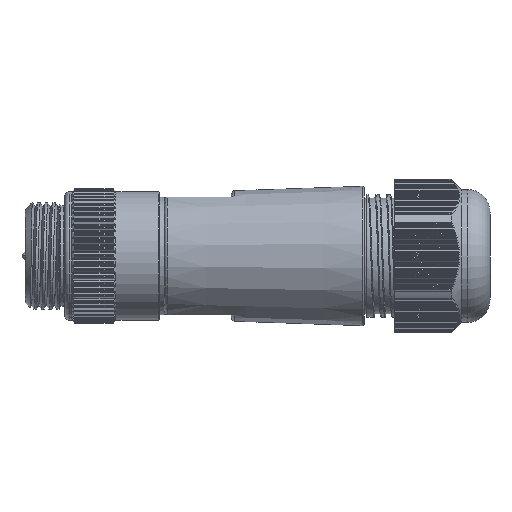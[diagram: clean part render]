
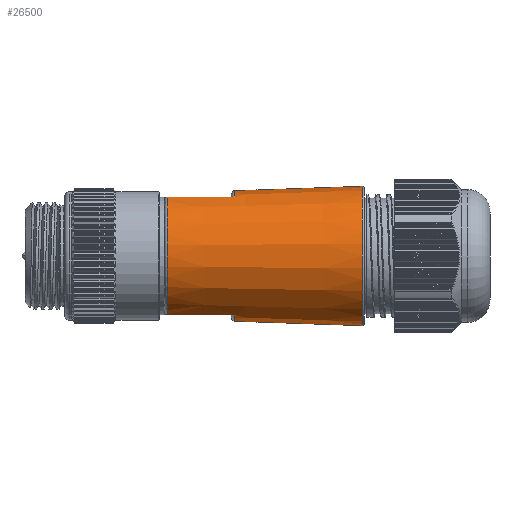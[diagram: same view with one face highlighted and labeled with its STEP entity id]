
A CAD part, front view. The second image highlights one B-rep face of the part: STEP entity #26500.
In plain terms, the highlighted conical face has half-angle 2 degrees and reference radius 14.528 mm.
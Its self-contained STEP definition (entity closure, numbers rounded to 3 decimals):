
#215 = AXIS2_PLACEMENT_3D ( 'NONE', #11004, #42769, #15577 ) ;
#352 = ORIENTED_EDGE ( 'NONE', *, *, #2465, .F. ) ;
#487 = AXIS2_PLACEMENT_3D ( 'NONE', #25461, #57239, #29968 ) ;
#570 = ORIENTED_EDGE ( 'NONE', *, *, #8946, .T. ) ;
#690 = AXIS2_PLACEMENT_3D ( 'NONE', #43311, #16101, #47904 ) ;
#2465 = EDGE_CURVE ( 'NONE', #40861, #30436, #57260, .T. ) ;
#2853 = CARTESIAN_POINT ( 'NONE',  ( 23.895, -5.052, -12.281 ) ) ;
#3257 = EDGE_CURVE ( 'NONE', #36327, #54803, #25796, .T. ) ;
#3893 = CARTESIAN_POINT ( 'NONE',  ( 33.287, 0., -13.6 ) ) ;
#7371 = CARTESIAN_POINT ( 'NONE',  ( 33.287, -5.843, -12.281 ) ) ;
#7650 = DIRECTION ( 'NONE',  ( 0., 0., -1. ) ) ;
#8946 = EDGE_CURVE ( 'NONE', #25406, #30436, #13392, .T. ) ;
#9526 = EDGE_CURVE ( 'NONE', #30659, #54803, #41853, .T. ) ;
#10094 = CARTESIAN_POINT ( 'NONE',  ( 59.855, 0., 14.528 ) ) ;
#10683 = ORIENTED_EDGE ( 'NONE', *, *, #9526, .T. ) ;
#11004 = CARTESIAN_POINT ( 'NONE',  ( 19.206, 0., 0. ) ) ;
#13392 = CIRCLE ( 'NONE', #487, 14.528 ) ;
#13797 = ORIENTED_EDGE ( 'NONE', *, *, #57034, .T. ) ;
#14274 = CARTESIAN_POINT ( 'NONE',  ( 19.206, -4.583, -12.281 ) ) ;
#15577 = DIRECTION ( 'NONE',  ( 0., 0., 1. ) ) ;
#15668 = CARTESIAN_POINT ( 'NONE',  ( 19.206, -4.583, 12.281 ) ) ;
#15809 = EDGE_LOOP ( 'NONE', ( #352, #43704, #10683, #20750, #13797, #31579, #37693, #570 ) ) ;
#16101 = DIRECTION ( 'NONE',  ( 1., 0., 0. ) ) ;
#16614 = DIRECTION ( 'NONE',  ( 1., 0., 0. ) ) ;
#18050 = CARTESIAN_POINT ( 'NONE',  ( 33.287, 0., 13.6 ) ) ;
#20750 = ORIENTED_EDGE ( 'NONE', *, *, #3257, .F. ) ;
#21216 = CARTESIAN_POINT ( 'NONE',  ( 19.206, -4.583, 12.281 ) ) ;
#21464 = DIRECTION ( 'NONE',  ( 1., 0., 0. ) ) ;
#21716 = CARTESIAN_POINT ( 'NONE',  ( 59.855, 0., -14.528 ) ) ;
#22008 = EDGE_CURVE ( 'NONE', #40861, #30659, #37448, .T. ) ;
#22106 = VECTOR ( 'NONE', #35161, 1000. ) ;
#25339 = CARTESIAN_POINT ( 'NONE',  ( 33.287, -5.843, -12.281 ) ) ;
#25406 = VERTEX_POINT ( 'NONE', #35383 ) ;
#25461 = CARTESIAN_POINT ( 'NONE',  ( 59.855, 0., 0. ) ) ;
#25718 = CIRCLE ( 'NONE', #28569, 13.6 ) ;
#25796 = CIRCLE ( 'NONE', #215, 13.108 ) ;
#26500 = ADVANCED_FACE ( 'NONE', ( #48426 ), #54801, .T. ) ;
#28569 = AXIS2_PLACEMENT_3D ( 'NONE', #48666, #21464, #53240 ) ;
#28681 = B_SPLINE_CURVE_WITH_KNOTS ( 'NONE', 3,
 ( #52698, #2853, #34562, #7371 ),
 .UNSPECIFIED., .F., .F.,
 ( 4, 4 ),
 ( 0.022, 0.037 ),
 .UNSPECIFIED. ) ;
#28792 = CARTESIAN_POINT ( 'NONE',  ( 23.894, -5.051, 12.281 ) ) ;
#29968 = DIRECTION ( 'NONE',  ( 0., 0., 1. ) ) ;
#30436 = VERTEX_POINT ( 'NONE', #10094 ) ;
#30659 = VERTEX_POINT ( 'NONE', #51864 ) ;
#31579 = ORIENTED_EDGE ( 'NONE', *, *, #38502, .T. ) ;
#34562 = CARTESIAN_POINT ( 'NONE',  ( 28.59, -5.461, -12.281 ) ) ;
#35161 = DIRECTION ( 'NONE',  ( 0.999, 0., -0.035 ) ) ;
#35383 = CARTESIAN_POINT ( 'NONE',  ( 59.855, 0., -14.528 ) ) ;
#35981 = DIRECTION ( 'NONE',  ( 0.999, 0., 0.035 ) ) ;
#36327 = VERTEX_POINT ( 'NONE', #14274 ) ;
#37448 = CIRCLE ( 'NONE', #690, 13.6 ) ;
#37693 = ORIENTED_EDGE ( 'NONE', *, *, #39016, .T. ) ;
#38288 = CARTESIAN_POINT ( 'NONE',  ( 28.59, -5.461, 12.281 ) ) ;
#38502 = EDGE_CURVE ( 'NONE', #55284, #52924, #25718, .T. ) ;
#39016 = EDGE_CURVE ( 'NONE', #52924, #25406, #46262, .T. ) ;
#39231 = CARTESIAN_POINT ( 'NONE',  ( 59.855, 0., 0. ) ) ;
#40861 = VERTEX_POINT ( 'NONE', #18050 ) ;
#41853 = B_SPLINE_CURVE_WITH_KNOTS ( 'NONE', 3,
 ( #42859, #38288, #28792, #15668 ),
 .UNSPECIFIED., .F., .F.,
 ( 4, 4 ),
 ( 0.015, 0.029 ),
 .UNSPECIFIED. ) ;
#42769 = DIRECTION ( 'NONE',  ( -1., 0., 0. ) ) ;
#42859 = CARTESIAN_POINT ( 'NONE',  ( 33.287, -5.843, 12.281 ) ) ;
#43311 = CARTESIAN_POINT ( 'NONE',  ( 33.287, 0., 0. ) ) ;
#43704 = ORIENTED_EDGE ( 'NONE', *, *, #22008, .T. ) ;
#43725 = VECTOR ( 'NONE', #35981, 1000. ) ;
#45131 = CARTESIAN_POINT ( 'NONE',  ( 59.855, 0., 14.528 ) ) ;
#46262 = LINE ( 'NONE', #21716, #22106 ) ;
#47073 = AXIS2_PLACEMENT_3D ( 'NONE', #39231, #16614, #7650 ) ;
#47904 = DIRECTION ( 'NONE',  ( 0., 0., 1. ) ) ;
#48426 = FACE_OUTER_BOUND ( 'NONE', #15809, .T. ) ;
#48666 = CARTESIAN_POINT ( 'NONE',  ( 33.287, 0., 0. ) ) ;
#51864 = CARTESIAN_POINT ( 'NONE',  ( 33.287, -5.843, 12.281 ) ) ;
#52698 = CARTESIAN_POINT ( 'NONE',  ( 19.206, -4.583, -12.281 ) ) ;
#52924 = VERTEX_POINT ( 'NONE', #3893 ) ;
#53240 = DIRECTION ( 'NONE',  ( 0., 0., 1. ) ) ;
#54801 = CONICAL_SURFACE ( 'NONE', #47073, 14.528, 0.035 ) ;
#54803 = VERTEX_POINT ( 'NONE', #21216 ) ;
#55284 = VERTEX_POINT ( 'NONE', #25339 ) ;
#57034 = EDGE_CURVE ( 'NONE', #36327, #55284, #28681, .T. ) ;
#57239 = DIRECTION ( 'NONE',  ( -1., 0., 0. ) ) ;
#57260 = LINE ( 'NONE', #45131, #43725 ) ;
